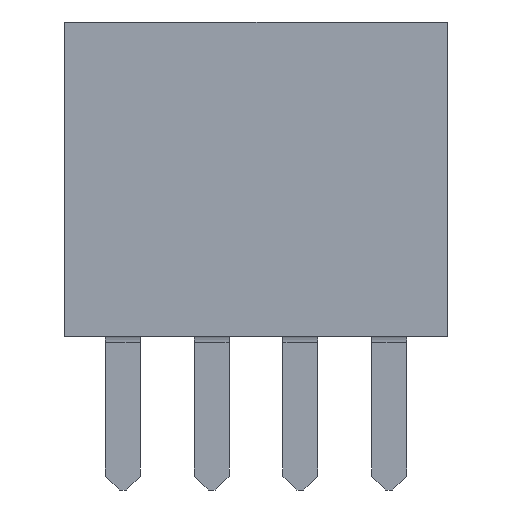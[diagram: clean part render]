
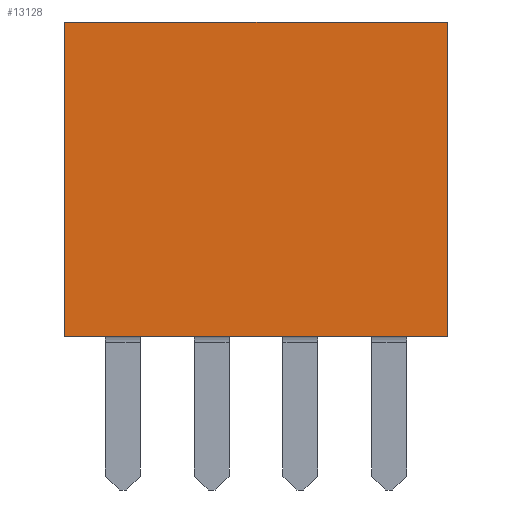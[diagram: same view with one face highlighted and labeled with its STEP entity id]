
A CAD part, front view. The second image highlights one B-rep face of the part: STEP entity #13128.
In plain terms, the highlighted face is planar.
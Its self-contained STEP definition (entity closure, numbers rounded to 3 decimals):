
#4288=ORIENTED_EDGE('',*,*,#6464,.T.);
#4289=ORIENTED_EDGE('',*,*,#6465,.T.);
#4290=ORIENTED_EDGE('',*,*,#6466,.T.);
#4291=ORIENTED_EDGE('',*,*,#6467,.T.);
#6464=EDGE_CURVE('',#7720,#7721,#9064,.T.);
#6465=EDGE_CURVE('',#7721,#7722,#9065,.T.);
#6466=EDGE_CURVE('',#7722,#7723,#9066,.T.);
#6467=EDGE_CURVE('',#7723,#7720,#9067,.T.);
#7720=VERTEX_POINT('',#22088);
#7721=VERTEX_POINT('',#22089);
#7722=VERTEX_POINT('',#22091);
#7723=VERTEX_POINT('',#22093);
#9064=LINE('',#22087,#10448);
#9065=LINE('',#22090,#10449);
#9066=LINE('',#22092,#10450);
#9067=LINE('',#22094,#10451);
#10448=VECTOR('',#17947,1000.);
#10449=VECTOR('',#17948,1000.);
#10450=VECTOR('',#17949,1000.);
#10451=VECTOR('',#17950,1000.);
#11194=EDGE_LOOP('',(#4288,#4289,#4290,#4291));
#11924=FACE_BOUND('',#11194,.T.);
#12414=PLANE('',#14362);
#13128=ADVANCED_FACE('',(#11924),#12414,.T.);
#14362=AXIS2_PLACEMENT_3D('',#22086,#17945,#17946);
#17945=DIRECTION('',(0.,1.,0.));
#17946=DIRECTION('',(0.,0.,1.));
#17947=DIRECTION('',(0.,0.,1.));
#17948=DIRECTION('',(1.,0.,0.));
#17949=DIRECTION('',(0.,0.,-1.));
#17950=DIRECTION('',(-1.,0.,0.));
#22086=CARTESIAN_POINT('',(0.,1.5,0.));
#22087=CARTESIAN_POINT('',(-2.74,1.5,-2.25));
#22088=CARTESIAN_POINT('',(-2.74,1.5,-2.25));
#22089=CARTESIAN_POINT('',(-2.74,1.5,2.25));
#22090=CARTESIAN_POINT('',(-2.74,1.5,2.25));
#22091=CARTESIAN_POINT('',(2.74,1.5,2.25));
#22092=CARTESIAN_POINT('',(2.74,1.5,2.25));
#22093=CARTESIAN_POINT('',(2.74,1.5,-2.25));
#22094=CARTESIAN_POINT('',(2.74,1.5,-2.25));
